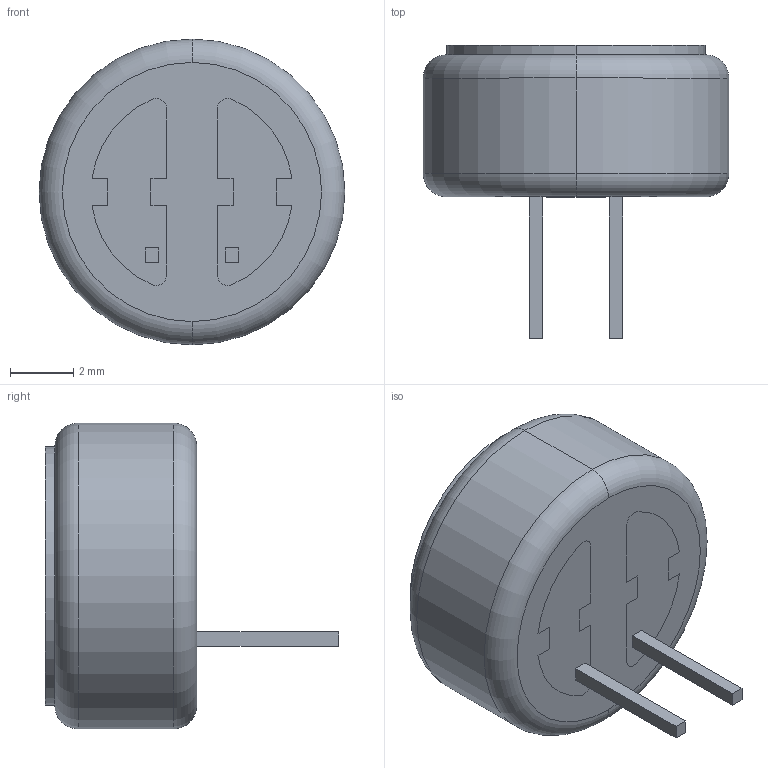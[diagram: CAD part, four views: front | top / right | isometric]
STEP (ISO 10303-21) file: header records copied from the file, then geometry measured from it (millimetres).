
FILE_DESCRIPTION (( 'STEP AP214' ), '1' );
FILE_NAME ('CMA-4544PF-W.STEP', '2021-12-27T12:09:22', ( '' ), ( '' ), 'SwSTEP 2.0', 'SolidWorks 2018', '' );
FILE_SCHEMA (( 'AUTOMOTIVE_DESIGN' ));
Length unit declared in the file: millimetre
Products named in the file (2): CMA-4544PF-W
Bounding box: 9.7 x 9.3 x 9.7 mm (x, y, z)
Volume: 343.2 mm3; surface area: 441.6 mm2
Topology: 6 solids, 6 shells, 82 faces, 200 edges, 132 vertices
Faces by surface type: plane 54, cylinder 24, torus 4
Entity records: 2964 total; most frequent: DIRECTION 424, CARTESIAN_POINT 416, ORIENTED_EDGE 400, EDGE_CURVE 200, LINE 144, VECTOR 144, AXIS2_PLACEMENT_3D 140, VERTEX_POINT 132
